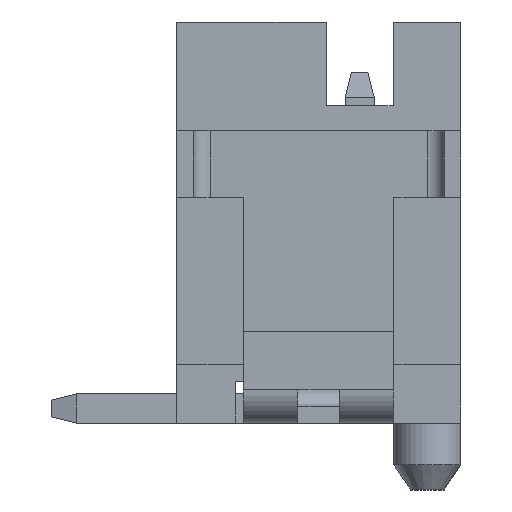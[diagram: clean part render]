
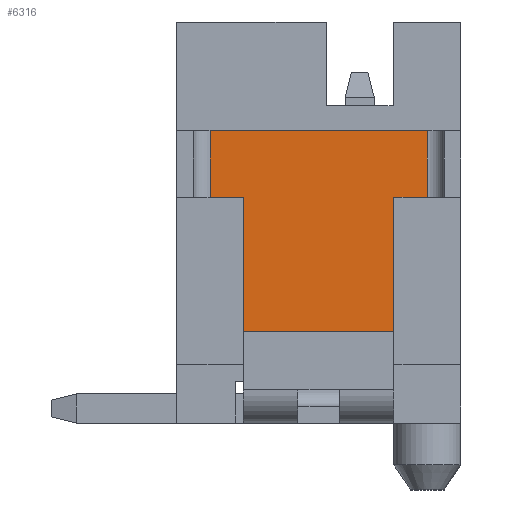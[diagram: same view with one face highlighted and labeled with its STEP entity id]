
A CAD part, left-side view. The second image highlights one B-rep face of the part: STEP entity #6316.
In plain terms, the highlighted planar face has unit normal (-1, 0, 0).
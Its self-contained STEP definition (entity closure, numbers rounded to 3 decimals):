
#326=FACE_OUTER_BOUND($,#686,.T.);
#686=EDGE_LOOP($,(#4962,#4963,#4964,#4965,#4966,#4967,#4968,#4969,#4970,
#4971,#4972,#4973));
#1295=LINE($,#9577,#2121);
#1298=LINE($,#9586,#2124);
#1302=LINE($,#9593,#2128);
#1305=LINE($,#9599,#2131);
#1306=LINE($,#9601,#2132);
#1309=LINE($,#9607,#2135);
#1311=LINE($,#9611,#2137);
#1318=LINE($,#9628,#2144);
#1319=LINE($,#9631,#2145);
#1325=LINE($,#9648,#2151);
#1326=LINE($,#9651,#2152);
#1327=LINE($,#9652,#2153);
#2121=VECTOR($,#7770,1.8);
#2124=VECTOR($,#7777,0.25);
#2128=VECTOR($,#7783,1.7);
#2131=VECTOR($,#7788,0.6);
#2132=VECTOR($,#7791,0.6);
#2135=VECTOR($,#7796,0.25);
#2137=VECTOR($,#7800,1.7);
#2144=VECTOR($,#7813,0.15);
#2145=VECTOR($,#7816,0.15);
#2151=VECTOR($,#7830,0.8);
#2152=VECTOR($,#7833,2.6);
#2153=VECTOR($,#7834,0.8);
#2818=VERTEX_POINT($,#9574);
#2819=VERTEX_POINT($,#9576);
#2822=VERTEX_POINT($,#9583);
#2823=VERTEX_POINT($,#9585);
#2825=VERTEX_POINT($,#9591);
#2827=VERTEX_POINT($,#9596);
#2829=VERTEX_POINT($,#9606);
#2830=VERTEX_POINT($,#9610);
#2837=VERTEX_POINT($,#9626);
#2838=VERTEX_POINT($,#9630);
#2844=VERTEX_POINT($,#9644);
#2846=VERTEX_POINT($,#9650);
#3554=EDGE_CURVE($,#2818,#2819,#1295,.T.);
#3558=EDGE_CURVE($,#2822,#2823,#1298,.T.);
#3562=EDGE_CURVE($,#2822,#2825,#1302,.T.);
#3565=EDGE_CURVE($,#2827,#2819,#1305,.T.);
#3566=EDGE_CURVE($,#2823,#2818,#1306,.T.);
#3569=EDGE_CURVE($,#2827,#2829,#1309,.T.);
#3571=EDGE_CURVE($,#2829,#2830,#1311,.T.);
#3580=EDGE_CURVE($,#2837,#2825,#1318,.T.);
#3581=EDGE_CURVE($,#2830,#2838,#1319,.T.);
#3590=EDGE_CURVE($,#2844,#2838,#1325,.T.);
#3591=EDGE_CURVE($,#2846,#2844,#1326,.T.);
#3592=EDGE_CURVE($,#2846,#2837,#1327,.T.);
#4962=ORIENTED_EDGE($,*,*,#3591,.T.);
#4963=ORIENTED_EDGE($,*,*,#3590,.T.);
#4964=ORIENTED_EDGE($,*,*,#3581,.F.);
#4965=ORIENTED_EDGE($,*,*,#3571,.F.);
#4966=ORIENTED_EDGE($,*,*,#3569,.F.);
#4967=ORIENTED_EDGE($,*,*,#3565,.T.);
#4968=ORIENTED_EDGE($,*,*,#3554,.F.);
#4969=ORIENTED_EDGE($,*,*,#3566,.F.);
#4970=ORIENTED_EDGE($,*,*,#3558,.F.);
#4971=ORIENTED_EDGE($,*,*,#3562,.T.);
#4972=ORIENTED_EDGE($,*,*,#3580,.F.);
#4973=ORIENTED_EDGE($,*,*,#3592,.F.);
#5985=PLANE($,#6736);
#6316=ADVANCED_FACE($,(#326),#5985,.T.);
#6736=AXIS2_PLACEMENT_3D($,#9649,#7831,#7832);
#7770=DIRECTION($,(0.,1.,0.));
#7777=DIRECTION($,(0.,1.,0.));
#7783=DIRECTION($,(0.,0.,1.));
#7788=DIRECTION($,(0.,0.,-1.));
#7791=DIRECTION($,(0.,0.,-1.));
#7796=DIRECTION($,(0.,1.,0.));
#7800=DIRECTION($,(0.,0.,1.));
#7813=DIRECTION($,(0.,1.,0.));
#7816=DIRECTION($,(0.,1.,0.));
#7830=DIRECTION($,(0.,0.,-1.));
#7831=DIRECTION('center_axis',(-1.,0.,0.));
#7832=DIRECTION('ref_axis',(0.,1.,0.));
#7833=DIRECTION($,(0.,1.,0.));
#7834=DIRECTION($,(0.,0.,-1.));
#9574=CARTESIAN_POINT('',(-4.775,-0.9,0.4));
#9576=CARTESIAN_POINT('',(-4.775,0.9,0.4));
#9577=CARTESIAN_POINT($,(-4.775,0.,0.4));
#9583=CARTESIAN_POINT('',(-4.775,-1.15,1.));
#9585=CARTESIAN_POINT('',(-4.775,-0.9,1.));
#9586=CARTESIAN_POINT($,(-4.775,-1.025,1.));
#9591=CARTESIAN_POINT('',(-4.775,-1.15,2.7));
#9593=CARTESIAN_POINT($,(-4.775,-1.15,1.85));
#9596=CARTESIAN_POINT('',(-4.775,0.9,1.));
#9599=CARTESIAN_POINT($,(-4.775,0.9,1.55));
#9601=CARTESIAN_POINT($,(-4.775,-0.9,1.55));
#9606=CARTESIAN_POINT('',(-4.775,1.15,1.));
#9607=CARTESIAN_POINT($,(-4.775,1.025,1.));
#9610=CARTESIAN_POINT('',(-4.775,1.15,2.7));
#9611=CARTESIAN_POINT($,(-4.775,1.15,1.85));
#9626=CARTESIAN_POINT('',(-4.775,-1.3,2.7));
#9628=CARTESIAN_POINT($,(-4.775,-1.3,2.7));
#9630=CARTESIAN_POINT('',(-4.775,1.3,2.7));
#9631=CARTESIAN_POINT($,(-4.775,-1.3,2.7));
#9644=CARTESIAN_POINT('',(-4.775,1.3,3.5));
#9648=CARTESIAN_POINT($,(-4.775,1.3,3.5));
#9649=CARTESIAN_POINT('Origin',(-4.775,-1.3,3.5));
#9650=CARTESIAN_POINT('',(-4.775,-1.3,3.5));
#9651=CARTESIAN_POINT($,(-4.775,-1.3,3.5));
#9652=CARTESIAN_POINT($,(-4.775,-1.3,3.5));
